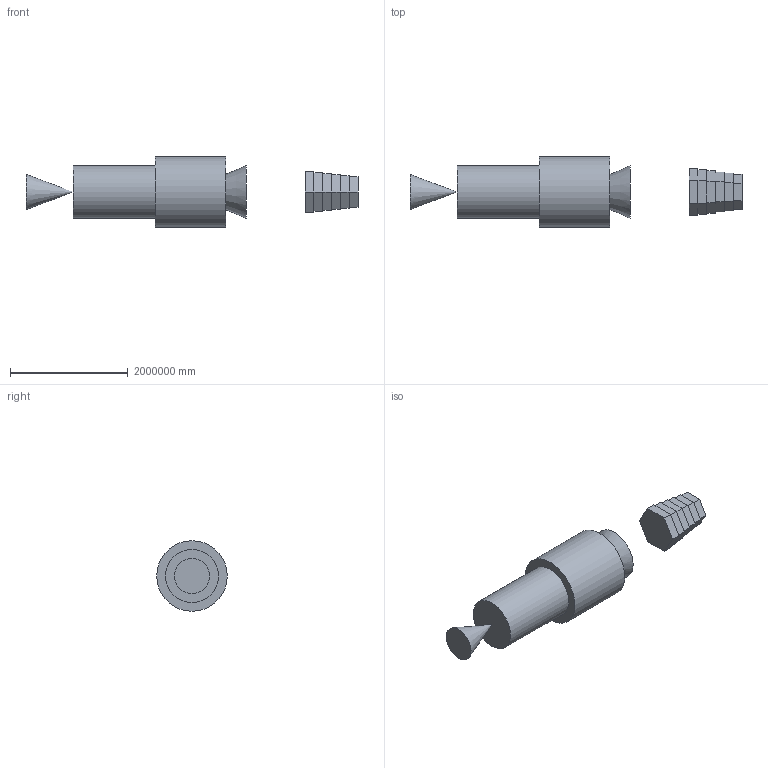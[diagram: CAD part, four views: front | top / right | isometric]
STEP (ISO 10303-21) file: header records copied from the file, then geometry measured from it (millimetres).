
FILE_DESCRIPTION(('FreeCAD Model'),'2;1');
FILE_NAME('Open CASCADE Shape Model','2025-09-13T03:13:10',('Author'),( ''),'Open CASCADE STEP processor 7.8','FreeCAD','Unknown');
FILE_SCHEMA(('AUTOMOTIVE_DESIGN { 1 0 10303 214 1 1 1 1 }'));
Length unit declared in the file: metre
Products named in the file (8): Aerospike; Destiny_Ship_Full; Hull; Reactor_Aerospike; Mid; Nose; Hex_Reactor; Rear
Assembly tree (2 placements, depth 2):
  Aerospike
  Destiny_Ship_Full
    Hull
    Reactor_Aerospike
  Mid
  Nose
  Hex_Reactor
Bounding box: 5650000 x 1200000 x 1200000 mm (x, y, z)
Volume: 5653574696521287680 mm3; surface area: 34664396507091.6 mm2
Topology: 9 solids, 9 shells, 107 faces, 240 edges, 160 vertices
Faces by surface type: plane 99, cone 4, cylinder 4
Full cylindrical faces by diameter (mm): 900000 x2, 1200000 x2
Entity records: 6199 total; most frequent: CARTESIAN_POINT 984, DIRECTION 948, LINE 686, VECTOR 686, ORIENTED_EDGE 476, PCURVE 476, DEFINITIONAL_REPRESENTATION 476, EDGE_CURVE 238
